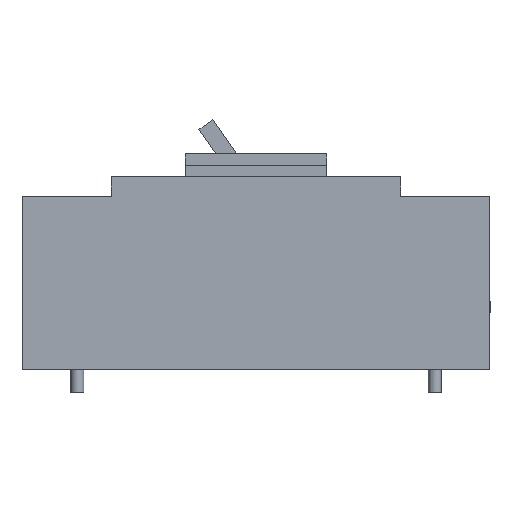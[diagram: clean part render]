
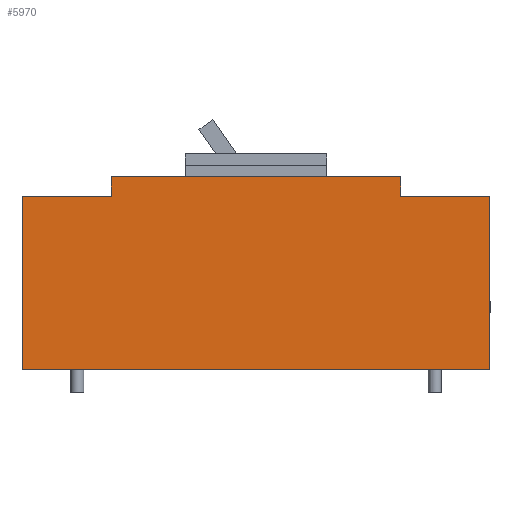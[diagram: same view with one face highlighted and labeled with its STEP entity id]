
A CAD part, left-side view. The second image highlights one B-rep face of the part: STEP entity #5970.
In plain terms, the highlighted planar face has unit normal (-1, 0, 0).
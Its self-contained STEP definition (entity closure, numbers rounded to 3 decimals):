
#5260=CARTESIAN_POINT('',(-52.5,41.18,0.));
#5270=DIRECTION('',(1.,-0.,0.));
#5280=DIRECTION('',(0.,0.,-1.));
#5290=AXIS2_PLACEMENT_3D('',#5260,#5270,#5280);
#5300=PLANE('',#5290);
#5310=CARTESIAN_POINT('',(-52.5,-51.,0.));
#5320=DIRECTION('',(0.,0.,-1.));
#5330=VECTOR('',#5320,1.);
#5340=LINE('',#5310,#5330);
#5350=CARTESIAN_POINT('',(-52.5,-51.,-138.76));
#5360=VERTEX_POINT('',#5350);
#5370=CARTESIAN_POINT('',(-52.5,-51.,-145.76));
#5380=VERTEX_POINT('',#5370);
#5390=EDGE_CURVE('',#5360,#5380,#5340,.T.);
#5400=ORIENTED_EDGE('',*,*,#5390,.F.);
#5410=CARTESIAN_POINT('',(-52.5,0.,-145.76));
#5420=DIRECTION('',(0.,-1.,0.));
#5430=VECTOR('',#5420,1.);
#5440=LINE('',#5410,#5430);
#5450=CARTESIAN_POINT('',(-52.5,-82.5,-145.76));
#5460=VERTEX_POINT('',#5450);
#5470=EDGE_CURVE('',#5380,#5460,#5440,.T.);
#5480=ORIENTED_EDGE('',*,*,#5470,.F.);
#5490=CARTESIAN_POINT('',(-52.5,-82.5,0.));
#5500=DIRECTION('',(0.,0.,-1.));
#5510=VECTOR('',#5500,1.);
#5520=LINE('',#5490,#5510);
#5530=CARTESIAN_POINT('',(-52.5,-82.5,-206.76));
#5540=VERTEX_POINT('',#5530);
#5550=EDGE_CURVE('',#5460,#5540,#5520,.T.);
#5560=ORIENTED_EDGE('',*,*,#5550,.F.);
#5570=CARTESIAN_POINT('',(-52.5,0.,-206.76));
#5580=DIRECTION('',(0.,1.,0.));
#5590=VECTOR('',#5580,1.);
#5600=LINE('',#5570,#5590);
#5610=CARTESIAN_POINT('',(-52.5,82.5,-206.76));
#5620=VERTEX_POINT('',#5610);
#5630=EDGE_CURVE('',#5540,#5620,#5600,.T.);
#5640=ORIENTED_EDGE('',*,*,#5630,.F.);
#5650=CARTESIAN_POINT('',(-52.5,82.5,0.));
#5660=DIRECTION('',(0.,0.,1.));
#5670=VECTOR('',#5660,1.);
#5680=LINE('',#5650,#5670);
#5690=CARTESIAN_POINT('',(-52.5,82.5,-145.76));
#5700=VERTEX_POINT('',#5690);
#5710=EDGE_CURVE('',#5620,#5700,#5680,.T.);
#5720=ORIENTED_EDGE('',*,*,#5710,.F.);
#5730=CARTESIAN_POINT('',(-52.5,0.,-145.76));
#5740=DIRECTION('',(0.,-1.,0.));
#5750=VECTOR('',#5740,1.);
#5760=LINE('',#5730,#5750);
#5770=CARTESIAN_POINT('',(-52.5,51.,-145.76));
#5780=VERTEX_POINT('',#5770);
#5790=EDGE_CURVE('',#5700,#5780,#5760,.T.);
#5800=ORIENTED_EDGE('',*,*,#5790,.F.);
#5810=CARTESIAN_POINT('',(-52.5,51.,0.));
#5820=DIRECTION('',(0.,0.,1.));
#5830=VECTOR('',#5820,1.);
#5840=LINE('',#5810,#5830);
#5850=CARTESIAN_POINT('',(-52.5,51.,-138.76));
#5860=VERTEX_POINT('',#5850);
#5870=EDGE_CURVE('',#5780,#5860,#5840,.T.);
#5880=ORIENTED_EDGE('',*,*,#5870,.F.);
#5890=CARTESIAN_POINT('',(-52.5,0.,-138.76));
#5900=DIRECTION('',(0.,-1.,0.));
#5910=VECTOR('',#5900,1.);
#5920=LINE('',#5890,#5910);
#5930=EDGE_CURVE('',#5860,#5360,#5920,.T.);
#5940=ORIENTED_EDGE('',*,*,#5930,.F.);
#5950=EDGE_LOOP('',(#5940,#5880,#5800,#5720,#5640,#5560,#5480,#5400));
#5960=FACE_OUTER_BOUND('',#5950,.T.);
#5970=ADVANCED_FACE('',(#5960),#5300,.F.);
